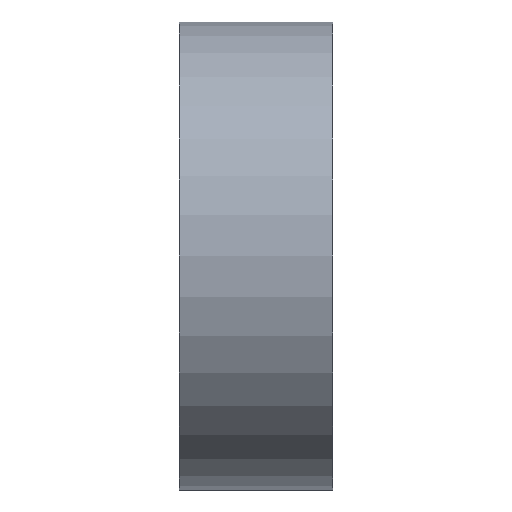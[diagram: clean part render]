
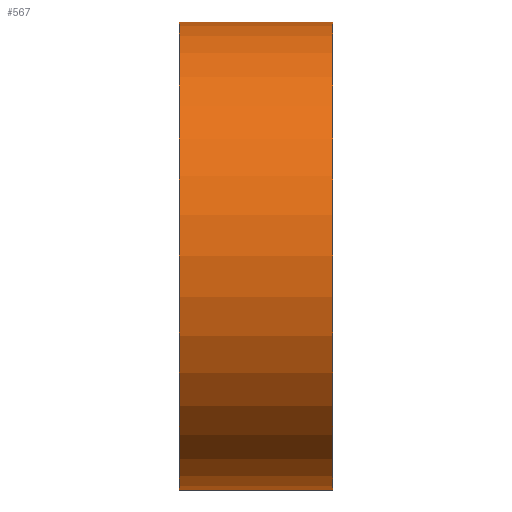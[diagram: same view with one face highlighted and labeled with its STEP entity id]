
A CAD part, left-side view. The second image highlights one B-rep face of the part: STEP entity #567.
In plain terms, the highlighted cylindrical face has radius 6 mm (diameter 12 mm), a partial arc.
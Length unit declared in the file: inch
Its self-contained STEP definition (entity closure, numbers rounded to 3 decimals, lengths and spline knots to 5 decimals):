
#5 = FACE_OUTER_BOUND ( 'NONE', #59, .T. ) ;
#26 = CARTESIAN_POINT ( 'NONE',  ( 0., 0.15472, -0.23622 ) ) ;
#38 = DIRECTION ( 'NONE',  ( 0., -1., 0. ) ) ;
#43 = CARTESIAN_POINT ( 'NONE',  ( 0., 0.15472, 0.23622 ) ) ;
#57 = DIRECTION ( 'NONE',  ( 0., -1., 0. ) ) ;
#59 = EDGE_LOOP ( 'NONE', ( #365, #120, #202, #425 ) ) ;
#109 = VERTEX_POINT ( 'NONE', #123 ) ;
#120 = ORIENTED_EDGE ( 'NONE', *, *, #296, .F. ) ;
#122 = CYLINDRICAL_SURFACE ( 'NONE', #366, 0.23622 ) ;
#123 = CARTESIAN_POINT ( 'NONE',  ( 0., 0., -0.23622 ) ) ;
#133 = VERTEX_POINT ( 'NONE', #259 ) ;
#137 = DIRECTION ( 'NONE',  ( 0., 0., 1. ) ) ;
#141 = DIRECTION ( 'NONE',  ( 0., 1., 0. ) ) ;
#151 = CARTESIAN_POINT ( 'NONE',  ( 0., 0.15472, 0. ) ) ;
#168 = CIRCLE ( 'NONE', #462, 0.23622 ) ;
#202 = ORIENTED_EDGE ( 'NONE', *, *, #270, .T. ) ;
#210 = VERTEX_POINT ( 'NONE', #356 ) ;
#220 = VECTOR ( 'NONE', #57, 39.37008 ) ;
#256 = LINE ( 'NONE', #26, #220 ) ;
#258 = LINE ( 'NONE', #43, #282 ) ;
#259 = CARTESIAN_POINT ( 'NONE',  ( 0., 0., 0.23622 ) ) ;
#262 = EDGE_CURVE ( 'NONE', #557, #133, #258, .T. ) ;
#270 = EDGE_CURVE ( 'NONE', #210, #109, #256, .T. ) ;
#273 = EDGE_CURVE ( 'NONE', #109, #133, #277, .T. ) ;
#277 = CIRCLE ( 'NONE', #478, 0.23622 ) ;
#282 = VECTOR ( 'NONE', #38, 39.37008 ) ;
#296 = EDGE_CURVE ( 'NONE', #210, #557, #168, .T. ) ;
#356 = CARTESIAN_POINT ( 'NONE',  ( 0., 0.15472, -0.23622 ) ) ;
#365 = ORIENTED_EDGE ( 'NONE', *, *, #262, .F. ) ;
#366 = AXIS2_PLACEMENT_3D ( 'NONE', #401, #395, #415 ) ;
#395 = DIRECTION ( 'NONE',  ( 0., -1., 0. ) ) ;
#398 = CARTESIAN_POINT ( 'NONE',  ( 0., 0.15472, 0.23622 ) ) ;
#401 = CARTESIAN_POINT ( 'NONE',  ( 0., 0.15472, 0. ) ) ;
#415 = DIRECTION ( 'NONE',  ( 0., 0., -1. ) ) ;
#425 = ORIENTED_EDGE ( 'NONE', *, *, #273, .T. ) ;
#462 = AXIS2_PLACEMENT_3D ( 'NONE', #151, #141, #137 ) ;
#478 = AXIS2_PLACEMENT_3D ( 'NONE', #543, #541, #526 ) ;
#526 = DIRECTION ( 'NONE',  ( 0., 0., 1. ) ) ;
#541 = DIRECTION ( 'NONE',  ( 0., 1., 0. ) ) ;
#543 = CARTESIAN_POINT ( 'NONE',  ( 0., 0., 0. ) ) ;
#557 = VERTEX_POINT ( 'NONE', #398 ) ;
#567 = ADVANCED_FACE ( 'NONE', ( #5 ), #122, .T. ) ;
